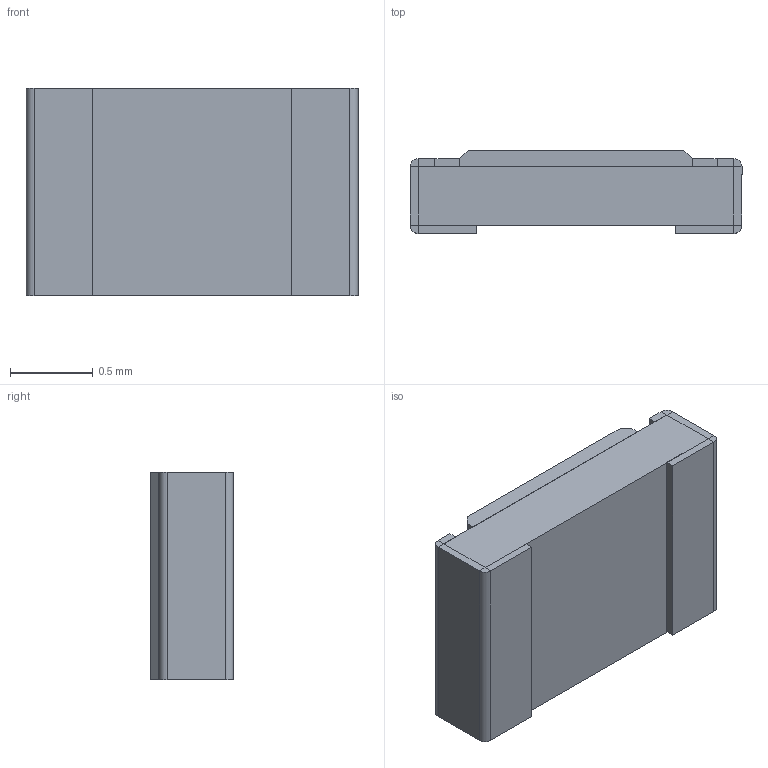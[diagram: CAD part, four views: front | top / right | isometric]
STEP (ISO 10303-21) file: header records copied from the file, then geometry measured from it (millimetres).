
FILE_DESCRIPTION (( 'STEP AP214' ), '1' );
FILE_NAME ('CR0805-8201.STEP', '2023-10-06T14:32:38', ( '' ), ( '' ), 'SwSTEP 2.0', 'SolidWorks 2023', '' );
FILE_SCHEMA (( 'AUTOMOTIVE_DESIGN' ));
Length unit declared in the file: millimetre
Products named in the file (1): CR0805-8201
Bounding box: 2 x 0.5 x 1.25 mm (x, y, z)
Volume: 1.1 mm3; surface area: 16.5 mm2
Topology: 4 solids, 4 shells, 113 faces, 262 edges, 164 vertices
Faces by surface type: plane 74, bspline 35, cylinder 4
Entity records: 6143 total; most frequent: CARTESIAN_POINT 2527, ORIENTED_EDGE 524, DIRECTION 358, EDGE_CURVE 262, VECTOR 184, LINE 184, VERTEX_POINT 164, EDGE_LOOP 120
